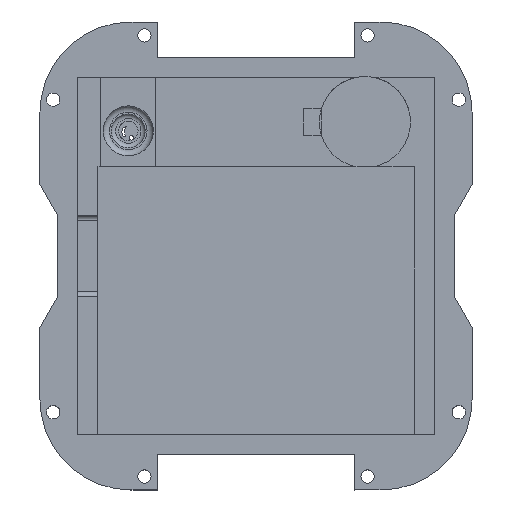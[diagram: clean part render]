
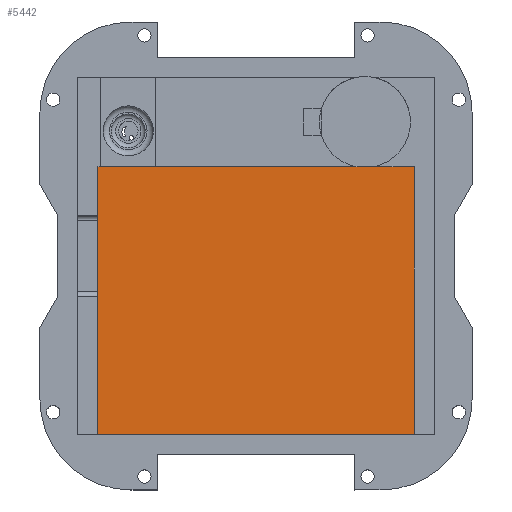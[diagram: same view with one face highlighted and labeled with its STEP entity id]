
A CAD part, top view. The second image highlights one B-rep face of the part: STEP entity #5442.
In plain terms, the highlighted planar face has unit normal (0, 0, 1).
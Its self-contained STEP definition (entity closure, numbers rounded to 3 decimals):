
#337 = PLANE('',#338);
#338 = AXIS2_PLACEMENT_3D('',#339,#340,#341);
#339 = CARTESIAN_POINT('',(2.3,0.,-3.));
#340 = DIRECTION('',(1.,0.,0.));
#341 = DIRECTION('',(0.,1.,0.));
#719 = PLANE('',#720);
#720 = AXIS2_PLACEMENT_3D('',#721,#722,#723);
#721 = CARTESIAN_POINT('',(2.3,30.,-3.));
#722 = DIRECTION('',(0.,-1.,0.));
#723 = DIRECTION('',(1.,0.,0.));
#1538 = PLANE('',#1539);
#1539 = AXIS2_PLACEMENT_3D('',#1540,#1541,#1542);
#1540 = CARTESIAN_POINT('',(37.7,0.,-3.));
#1541 = DIRECTION('',(0.,1.,0.));
#1542 = DIRECTION('',(-1.,0.,0.));
#2232 = VERTEX_POINT('',#2233);
#2233 = CARTESIAN_POINT('',(2.3,0.,-7.));
#2254 = EDGE_CURVE('',#2232,#2255,#2257,.T.);
#2255 = VERTEX_POINT('',#2256);
#2256 = CARTESIAN_POINT('',(2.3,30.,-7.));
#2257 = SURFACE_CURVE('',#2258,(#2262,#2269),.PCURVE_S1.);
#2258 = LINE('',#2259,#2260);
#2259 = CARTESIAN_POINT('',(2.3,0.,-7.));
#2260 = VECTOR('',#2261,1.);
#2261 = DIRECTION('',(0.,1.,0.));
#2262 = PCURVE('',#337,#2263);
#2263 = DEFINITIONAL_REPRESENTATION('',(#2264),#2268);
#2264 = LINE('',#2265,#2266);
#2265 = CARTESIAN_POINT('',(0.,-4.));
#2266 = VECTOR('',#2267,1.);
#2267 = DIRECTION('',(1.,0.));
#2268 = ( GEOMETRIC_REPRESENTATION_CONTEXT(2) 
PARAMETRIC_REPRESENTATION_CONTEXT() REPRESENTATION_CONTEXT('2D SPACE',''
  ) );
#2269 = PCURVE('',#2270,#2275);
#2270 = PLANE('',#2271);
#2271 = AXIS2_PLACEMENT_3D('',#2272,#2273,#2274);
#2272 = CARTESIAN_POINT('',(2.3,30.,-7.));
#2273 = DIRECTION('',(0.,0.,1.));
#2274 = DIRECTION('',(1.,0.,0.));
#2275 = DEFINITIONAL_REPRESENTATION('',(#2276),#2280);
#2276 = LINE('',#2277,#2278);
#2277 = CARTESIAN_POINT('',(0.,-30.));
#2278 = VECTOR('',#2279,1.);
#2279 = DIRECTION('',(0.,1.));
#2280 = ( GEOMETRIC_REPRESENTATION_CONTEXT(2) 
PARAMETRIC_REPRESENTATION_CONTEXT() REPRESENTATION_CONTEXT('2D SPACE',''
  ) );
#2414 = EDGE_CURVE('',#2255,#2415,#2417,.T.);
#2415 = VERTEX_POINT('',#2416);
#2416 = CARTESIAN_POINT('',(37.7,30.,-7.));
#2417 = SURFACE_CURVE('',#2418,(#2422,#2429),.PCURVE_S1.);
#2418 = LINE('',#2419,#2420);
#2419 = CARTESIAN_POINT('',(2.3,30.,-7.));
#2420 = VECTOR('',#2421,1.);
#2421 = DIRECTION('',(1.,0.,0.));
#2422 = PCURVE('',#719,#2423);
#2423 = DEFINITIONAL_REPRESENTATION('',(#2424),#2428);
#2424 = LINE('',#2425,#2426);
#2425 = CARTESIAN_POINT('',(0.,-4.));
#2426 = VECTOR('',#2427,1.);
#2427 = DIRECTION('',(1.,0.));
#2428 = ( GEOMETRIC_REPRESENTATION_CONTEXT(2) 
PARAMETRIC_REPRESENTATION_CONTEXT() REPRESENTATION_CONTEXT('2D SPACE',''
  ) );
#2429 = PCURVE('',#2270,#2430);
#2430 = DEFINITIONAL_REPRESENTATION('',(#2431),#2435);
#2431 = LINE('',#2432,#2433);
#2432 = CARTESIAN_POINT('',(0.,0.));
#2433 = VECTOR('',#2434,1.);
#2434 = DIRECTION('',(1.,0.));
#2435 = ( GEOMETRIC_REPRESENTATION_CONTEXT(2) 
PARAMETRIC_REPRESENTATION_CONTEXT() REPRESENTATION_CONTEXT('2D SPACE',''
  ) );
#2453 = PLANE('',#2454);
#2454 = AXIS2_PLACEMENT_3D('',#2455,#2456,#2457);
#2455 = CARTESIAN_POINT('',(37.7,30.,-3.));
#2456 = DIRECTION('',(-1.,0.,0.));
#2457 = DIRECTION('',(0.,-1.,0.));
#3794 = VERTEX_POINT('',#3795);
#3795 = CARTESIAN_POINT('',(37.7,0.,-7.));
#3816 = EDGE_CURVE('',#3794,#2232,#3817,.T.);
#3817 = SURFACE_CURVE('',#3818,(#3822,#3829),.PCURVE_S1.);
#3818 = LINE('',#3819,#3820);
#3819 = CARTESIAN_POINT('',(37.7,0.,-7.));
#3820 = VECTOR('',#3821,1.);
#3821 = DIRECTION('',(-1.,0.,0.));
#3822 = PCURVE('',#1538,#3823);
#3823 = DEFINITIONAL_REPRESENTATION('',(#3824),#3828);
#3824 = LINE('',#3825,#3826);
#3825 = CARTESIAN_POINT('',(0.,-4.));
#3826 = VECTOR('',#3827,1.);
#3827 = DIRECTION('',(1.,0.));
#3828 = ( GEOMETRIC_REPRESENTATION_CONTEXT(2) 
PARAMETRIC_REPRESENTATION_CONTEXT() REPRESENTATION_CONTEXT('2D SPACE',''
  ) );
#3829 = PCURVE('',#2270,#3830);
#3830 = DEFINITIONAL_REPRESENTATION('',(#3831),#3835);
#3831 = LINE('',#3832,#3833);
#3832 = CARTESIAN_POINT('',(35.4,-30.));
#3833 = VECTOR('',#3834,1.);
#3834 = DIRECTION('',(-1.,0.));
#3835 = ( GEOMETRIC_REPRESENTATION_CONTEXT(2) 
PARAMETRIC_REPRESENTATION_CONTEXT() REPRESENTATION_CONTEXT('2D SPACE',''
  ) );
#5442 = ADVANCED_FACE('',(#5443),#2270,.T.);
#5443 = FACE_BOUND('',#5444,.F.);
#5444 = EDGE_LOOP('',(#5445,#5446,#5467,#5468));
#5445 = ORIENTED_EDGE('',*,*,#2414,.T.);
#5446 = ORIENTED_EDGE('',*,*,#5447,.T.);
#5447 = EDGE_CURVE('',#2415,#3794,#5448,.T.);
#5448 = SURFACE_CURVE('',#5449,(#5453,#5460),.PCURVE_S1.);
#5449 = LINE('',#5450,#5451);
#5450 = CARTESIAN_POINT('',(37.7,30.,-7.));
#5451 = VECTOR('',#5452,1.);
#5452 = DIRECTION('',(0.,-1.,0.));
#5453 = PCURVE('',#2270,#5454);
#5454 = DEFINITIONAL_REPRESENTATION('',(#5455),#5459);
#5455 = LINE('',#5456,#5457);
#5456 = CARTESIAN_POINT('',(35.4,0.));
#5457 = VECTOR('',#5458,1.);
#5458 = DIRECTION('',(0.,-1.));
#5459 = ( GEOMETRIC_REPRESENTATION_CONTEXT(2) 
PARAMETRIC_REPRESENTATION_CONTEXT() REPRESENTATION_CONTEXT('2D SPACE',''
  ) );
#5460 = PCURVE('',#2453,#5461);
#5461 = DEFINITIONAL_REPRESENTATION('',(#5462),#5466);
#5462 = LINE('',#5463,#5464);
#5463 = CARTESIAN_POINT('',(0.,-4.));
#5464 = VECTOR('',#5465,1.);
#5465 = DIRECTION('',(1.,0.));
#5466 = ( GEOMETRIC_REPRESENTATION_CONTEXT(2) 
PARAMETRIC_REPRESENTATION_CONTEXT() REPRESENTATION_CONTEXT('2D SPACE',''
  ) );
#5467 = ORIENTED_EDGE('',*,*,#3816,.T.);
#5468 = ORIENTED_EDGE('',*,*,#2254,.T.);
